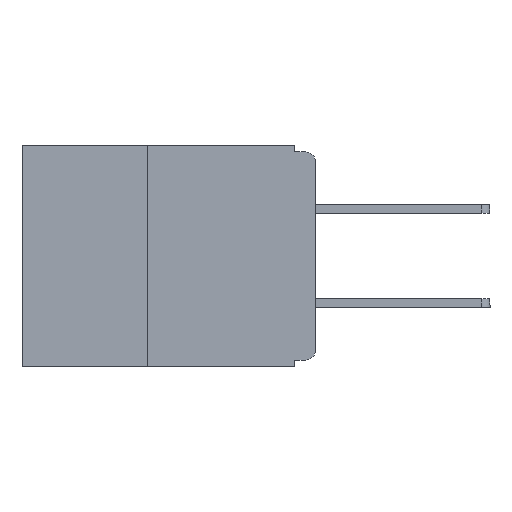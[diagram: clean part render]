
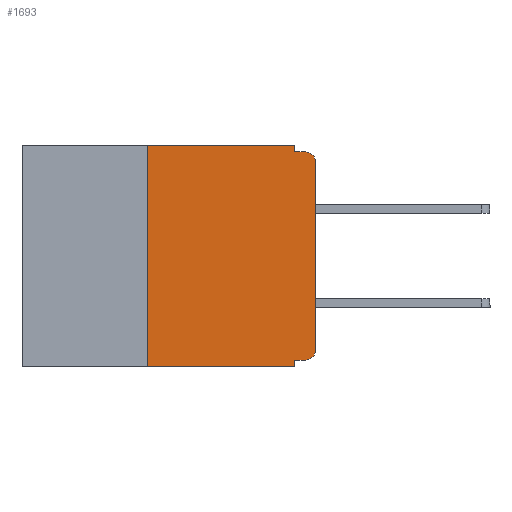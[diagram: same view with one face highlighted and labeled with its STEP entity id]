
A CAD part, left-side view. The second image highlights one B-rep face of the part: STEP entity #1693.
In plain terms, the highlighted planar face has unit normal (-1, 0, 0).
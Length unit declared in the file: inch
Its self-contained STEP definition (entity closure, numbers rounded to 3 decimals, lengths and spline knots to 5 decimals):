
#28 = ORIENTED_EDGE ( 'NONE', *, *, #9491, .F. ) ;
#163 = ORIENTED_EDGE ( 'NONE', *, *, #3629, .F. ) ;
#202 = EDGE_CURVE ( 'NONE', #325, #3420, #5223, .T. ) ;
#293 = ORIENTED_EDGE ( 'NONE', *, *, #2414, .F. ) ;
#297 = VERTEX_POINT ( 'NONE', #8718 ) ;
#325 = VERTEX_POINT ( 'NONE', #5197 ) ;
#440 = CIRCLE ( 'NONE', #5304, 0.015 ) ;
#461 = ORIENTED_EDGE ( 'NONE', *, *, #5450, .F. ) ;
#715 = ORIENTED_EDGE ( 'NONE', *, *, #5507, .T. ) ;
#767 = AXIS2_PLACEMENT_3D ( 'NONE', #6749, #6734, #10335 ) ;
#852 = CARTESIAN_POINT ( 'NONE',  ( 0., 0., 0. ) ) ;
#957 = VERTEX_POINT ( 'NONE', #10784 ) ;
#970 = ORIENTED_EDGE ( 'NONE', *, *, #5561, .F. ) ;
#1484 = FACE_OUTER_BOUND ( 'NONE', #3116, .T. ) ;
#1664 = ORIENTED_EDGE ( 'NONE', *, *, #202, .F. ) ;
#1693 = ADVANCED_FACE ( 'NONE', ( #1484 ), #3590, .F. ) ;
#1764 = ORIENTED_EDGE ( 'NONE', *, *, #2684, .T. ) ;
#2249 = VECTOR ( 'NONE', #7125, 39.37008 ) ;
#2407 = DIRECTION ( 'NONE',  ( -1., 0., 0. ) ) ;
#2414 = EDGE_CURVE ( 'NONE', #9803, #4078, #9607, .T. ) ;
#2483 = CARTESIAN_POINT ( 'NONE',  ( 0., 0., -0.01 ) ) ;
#2684 = EDGE_CURVE ( 'NONE', #325, #957, #6264, .T. ) ;
#2934 = VECTOR ( 'NONE', #6145, 39.37008 ) ;
#3012 = VECTOR ( 'NONE', #4782, 39.37008 ) ;
#3041 = LINE ( 'NONE', #6480, #9680 ) ;
#3116 = EDGE_LOOP ( 'NONE', ( #6706, #7028, #28, #163, #293, #461, #715, #970, #1664, #1764 ) ) ;
#3420 = VERTEX_POINT ( 'NONE', #8338 ) ;
#3590 = PLANE ( 'NONE',  #6231 ) ;
#3629 = EDGE_CURVE ( 'NONE', #4078, #9887, #4084, .T. ) ;
#3749 = CARTESIAN_POINT ( 'NONE',  ( 0., 0.437, 0. ) ) ;
#3806 = CARTESIAN_POINT ( 'NONE',  ( 0., 0., -0.32 ) ) ;
#3861 = CARTESIAN_POINT ( 'NONE',  ( 0., 0.031, -0.01 ) ) ;
#4018 = DIRECTION ( 'NONE',  ( 0., 0., -1. ) ) ;
#4047 = DIRECTION ( 'NONE',  ( 1., 0., 0. ) ) ;
#4078 = VERTEX_POINT ( 'NONE', #9429 ) ;
#4084 = LINE ( 'NONE', #9891, #8999 ) ;
#4218 = CARTESIAN_POINT ( 'NONE',  ( 0., 0.25, -0.33 ) ) ;
#4418 = DIRECTION ( 'NONE',  ( 0., -1., 0. ) ) ;
#4782 = DIRECTION ( 'NONE',  ( 0., 1., 0. ) ) ;
#4930 = LINE ( 'NONE', #852, #9434 ) ;
#5197 = CARTESIAN_POINT ( 'NONE',  ( 0., 0.015, -0.32 ) ) ;
#5223 = LINE ( 'NONE', #3806, #3012 ) ;
#5304 = AXIS2_PLACEMENT_3D ( 'NONE', #7918, #2407, #8713 ) ;
#5450 = EDGE_CURVE ( 'NONE', #5941, #9803, #9354, .T. ) ;
#5507 = EDGE_CURVE ( 'NONE', #5941, #7925, #6387, .T. ) ;
#5561 = EDGE_CURVE ( 'NONE', #3420, #7925, #3041, .T. ) ;
#5636 = CARTESIAN_POINT ( 'NONE',  ( 0., 0.25, 0. ) ) ;
#5941 = VERTEX_POINT ( 'NONE', #4218 ) ;
#6101 = VECTOR ( 'NONE', #6571, 39.37008 ) ;
#6145 = DIRECTION ( 'NONE',  ( 0., -1., 0. ) ) ;
#6189 = DIRECTION ( 'NONE',  ( 0., 0., -1. ) ) ;
#6231 = AXIS2_PLACEMENT_3D ( 'NONE', #3749, #4047, #4018 ) ;
#6264 = CIRCLE ( 'NONE', #767, 0.015 ) ;
#6387 = LINE ( 'NONE', #6648, #6101 ) ;
#6480 = CARTESIAN_POINT ( 'NONE',  ( 0., 0.031, -0.33 ) ) ;
#6571 = DIRECTION ( 'NONE',  ( 0., -1., 0. ) ) ;
#6648 = CARTESIAN_POINT ( 'NONE',  ( 0., 0.437, -0.33 ) ) ;
#6706 = ORIENTED_EDGE ( 'NONE', *, *, #8112, .T. ) ;
#6734 = DIRECTION ( 'NONE',  ( -1., 0., 0. ) ) ;
#6749 = CARTESIAN_POINT ( 'NONE',  ( 0., 0.015, -0.305 ) ) ;
#6759 = VECTOR ( 'NONE', #4418, 39.37008 ) ;
#6806 = DIRECTION ( 'NONE',  ( 0., 0., -1. ) ) ;
#7028 = ORIENTED_EDGE ( 'NONE', *, *, #11119, .T. ) ;
#7122 = CARTESIAN_POINT ( 'NONE',  ( 0., 0.25, -0.33 ) ) ;
#7125 = DIRECTION ( 'NONE',  ( 0., 0., 1. ) ) ;
#7330 = CARTESIAN_POINT ( 'NONE',  ( 0., 0.031, -0.33 ) ) ;
#7918 = CARTESIAN_POINT ( 'NONE',  ( 0., 0.015, -0.025 ) ) ;
#7925 = VERTEX_POINT ( 'NONE', #7330 ) ;
#8084 = VERTEX_POINT ( 'NONE', #10574 ) ;
#8112 = EDGE_CURVE ( 'NONE', #957, #297, #4930, .T. ) ;
#8338 = CARTESIAN_POINT ( 'NONE',  ( 0., 0.031, -0.32 ) ) ;
#8393 = DIRECTION ( 'NONE',  ( 0., 0., 1. ) ) ;
#8713 = DIRECTION ( 'NONE',  ( 0., 0., -1. ) ) ;
#8718 = CARTESIAN_POINT ( 'NONE',  ( 0., 0., -0.025 ) ) ;
#8999 = VECTOR ( 'NONE', #6806, 39.37008 ) ;
#9157 = CARTESIAN_POINT ( 'NONE',  ( 0., 0.437, 0. ) ) ;
#9185 = LINE ( 'NONE', #2483, #6759 ) ;
#9354 = LINE ( 'NONE', #7122, #2249 ) ;
#9429 = CARTESIAN_POINT ( 'NONE',  ( 0., 0.031, 0. ) ) ;
#9434 = VECTOR ( 'NONE', #8393, 39.37008 ) ;
#9491 = EDGE_CURVE ( 'NONE', #9887, #8084, #9185, .T. ) ;
#9607 = LINE ( 'NONE', #9157, #2934 ) ;
#9680 = VECTOR ( 'NONE', #6189, 39.37008 ) ;
#9803 = VERTEX_POINT ( 'NONE', #5636 ) ;
#9887 = VERTEX_POINT ( 'NONE', #3861 ) ;
#9891 = CARTESIAN_POINT ( 'NONE',  ( 0., 0.031, 0. ) ) ;
#10335 = DIRECTION ( 'NONE',  ( 0., 0., -1. ) ) ;
#10574 = CARTESIAN_POINT ( 'NONE',  ( 0., 0.015, -0.01 ) ) ;
#10784 = CARTESIAN_POINT ( 'NONE',  ( 0., 0., -0.305 ) ) ;
#11119 = EDGE_CURVE ( 'NONE', #297, #8084, #440, .T. ) ;
